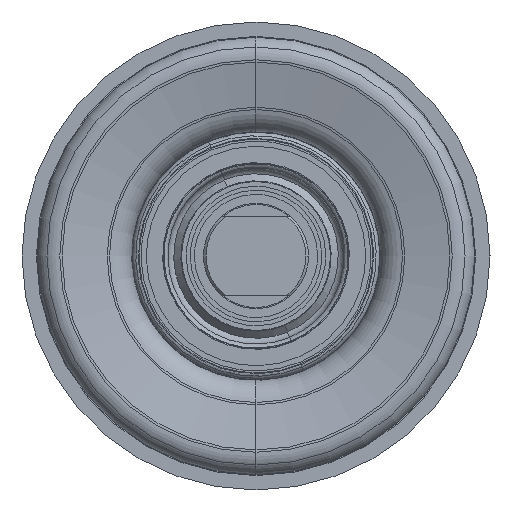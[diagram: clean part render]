
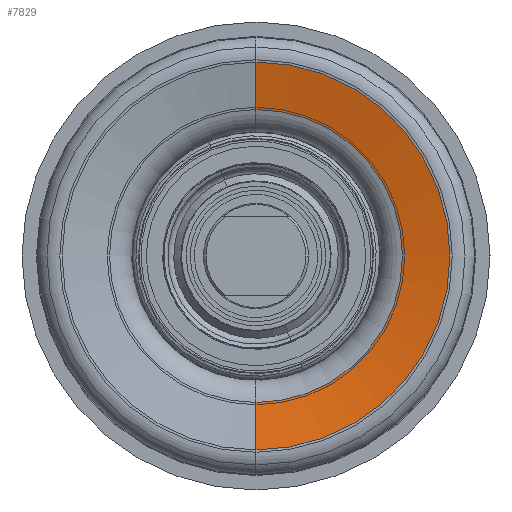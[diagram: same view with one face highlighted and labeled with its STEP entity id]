
A CAD part, left-side view. The second image highlights one B-rep face of the part: STEP entity #7829.
In plain terms, the highlighted conical face has half-angle 77.5 degrees and reference radius 32.372 mm.
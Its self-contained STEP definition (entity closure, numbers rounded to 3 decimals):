
#95 = AXIS2_PLACEMENT_3D ( 'NONE', #23409, #9366, #15268 ) ;
#438 = EDGE_CURVE ( 'NONE', #12251, #25098, #1197, .T. ) ;
#1197 = CIRCLE ( 'NONE', #20365, 36.884 ) ;
#1432 = ORIENTED_EDGE ( 'NONE', *, *, #3329, .F. ) ;
#2135 = ORIENTED_EDGE ( 'NONE', *, *, #19475, .F. ) ;
#2241 = CONICAL_SURFACE ( 'NONE', #95, 32.372, 1.353 ) ;
#2779 = DIRECTION ( 'NONE',  ( -1., 0., 0. ) ) ;
#3329 = EDGE_CURVE ( 'NONE', #6371, #19511, #4087, .T. ) ;
#3743 = CARTESIAN_POINT ( 'NONE',  ( 2.001, 0., 0. ) ) ;
#3875 = CARTESIAN_POINT ( 'NONE',  ( 2.001, 0., -27.86 ) ) ;
#4087 = CIRCLE ( 'NONE', #24988, 27.86 ) ;
#4861 = FACE_OUTER_BOUND ( 'NONE', #18830, .T. ) ;
#6051 = DIRECTION ( 'NONE',  ( 0., 0., 1. ) ) ;
#6144 = EDGE_CURVE ( 'NONE', #6371, #12251, #10019, .T. ) ;
#6371 = VERTEX_POINT ( 'NONE', #3875 ) ;
#6451 = CARTESIAN_POINT ( 'NONE',  ( 1., 0., -32.372 ) ) ;
#7457 = ORIENTED_EDGE ( 'NONE', *, *, #438, .T. ) ;
#7829 = ADVANCED_FACE ( 'NONE', ( #4861 ), #2241, .F. ) ;
#8091 = DIRECTION ( 'NONE',  ( -0.216, 0., -0.976 ) ) ;
#9366 = DIRECTION ( 'NONE',  ( -1., 0., 0. ) ) ;
#10019 = LINE ( 'NONE', #6451, #26032 ) ;
#11109 = CARTESIAN_POINT ( 'NONE',  ( 1., 0., 32.372 ) ) ;
#11663 = DIRECTION ( 'NONE',  ( 0., 0., 1. ) ) ;
#12251 = VERTEX_POINT ( 'NONE', #19349 ) ;
#15268 = DIRECTION ( 'NONE',  ( 0., 0., 1. ) ) ;
#15762 = ORIENTED_EDGE ( 'NONE', *, *, #6144, .T. ) ;
#17521 = LINE ( 'NONE', #11109, #26559 ) ;
#17547 = CARTESIAN_POINT ( 'NONE',  ( 0., 0., 0. ) ) ;
#18830 = EDGE_LOOP ( 'NONE', ( #1432, #15762, #7457, #2135 ) ) ;
#19349 = CARTESIAN_POINT ( 'NONE',  ( 0., 0., -36.884 ) ) ;
#19475 = EDGE_CURVE ( 'NONE', #19511, #25098, #17521, .T. ) ;
#19511 = VERTEX_POINT ( 'NONE', #23875 ) ;
#20365 = AXIS2_PLACEMENT_3D ( 'NONE', #17547, #2779, #11663 ) ;
#20402 = DIRECTION ( 'NONE',  ( -1., 0., 0. ) ) ;
#23409 = CARTESIAN_POINT ( 'NONE',  ( 1., 0., 0. ) ) ;
#23875 = CARTESIAN_POINT ( 'NONE',  ( 2.001, 0., 27.86 ) ) ;
#24988 = AXIS2_PLACEMENT_3D ( 'NONE', #3743, #20402, #6051 ) ;
#25098 = VERTEX_POINT ( 'NONE', #26649 ) ;
#25774 = DIRECTION ( 'NONE',  ( -0.216, 0., 0.976 ) ) ;
#26032 = VECTOR ( 'NONE', #8091, 1000. ) ;
#26559 = VECTOR ( 'NONE', #25774, 1000. ) ;
#26649 = CARTESIAN_POINT ( 'NONE',  ( 0., 0., 36.884 ) ) ;
